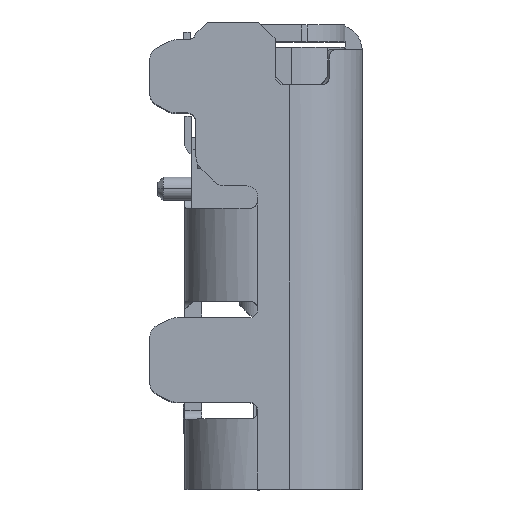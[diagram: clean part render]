
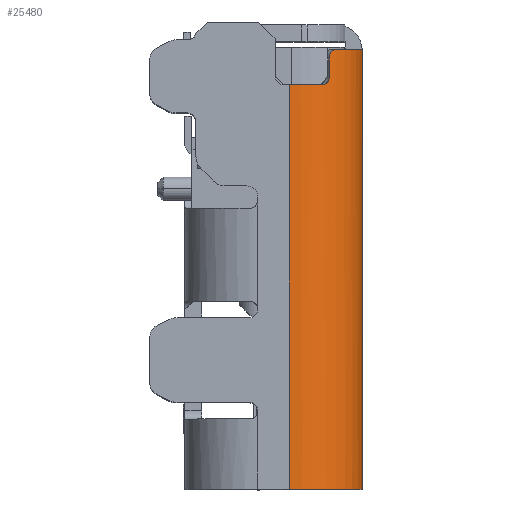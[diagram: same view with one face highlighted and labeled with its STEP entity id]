
A CAD part, top view. The second image highlights one B-rep face of the part: STEP entity #25480.
In plain terms, the highlighted cylindrical face has radius 1.3 mm (diameter 2.6 mm), a partial arc.
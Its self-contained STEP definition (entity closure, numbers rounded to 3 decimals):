
#422=CARTESIAN_POINT('',(-1.3,-8.27,3.17));
#423=DIRECTION('',(0.,1.,0.));
#424=DIRECTION('',(0.,0.,1.));
#425=AXIS2_PLACEMENT_3D('',#422,#423,#424);
#5239=CARTESIAN_POINT('',(-1.3,-1.07,3.17));
#5240=DIRECTION('',(0.,-1.,0.));
#5241=DIRECTION('',(0.45,0.,0.893));
#5242=AXIS2_PLACEMENT_3D('',#5239,#5240,#5241);
#5349=CARTESIAN_POINT('',(-0.715,-1.07,4.331));
#5350=CARTESIAN_POINT('',(-0.7,-1.07,
4.324));
#5351=CARTESIAN_POINT('',(-0.673,-1.065,
4.309));
#5352=CARTESIAN_POINT('',(-0.636,-1.043,
4.288));
#5353=CARTESIAN_POINT('',(-0.608,-1.01,
4.27));
#5354=CARTESIAN_POINT('',(-0.589,-0.967,
4.259));
#5355=CARTESIAN_POINT('',(-0.585,-0.936,
4.256));
#5356=CARTESIAN_POINT('',(-0.585,-0.92,
4.256));
#5358=DIRECTION('',(0.,1.,0.));
#5359=VECTOR('',#5358,0.33);
#5360=CARTESIAN_POINT('',(-0.585,-0.92,
4.256));
#5361=LINE('',#5360,#5359);
#5362=CARTESIAN_POINT('',(-0.585,-0.59,
4.256));
#5363=CARTESIAN_POINT('',(-0.585,-0.574,
4.256));
#5364=CARTESIAN_POINT('',(-0.581,-0.543,
4.253));
#5365=CARTESIAN_POINT('',(-0.563,-0.5,
4.241));
#5366=CARTESIAN_POINT('',(-0.535,-0.467,
4.221));
#5367=CARTESIAN_POINT('',(-0.501,-0.445,
4.196));
#5368=CARTESIAN_POINT('',(-0.477,-0.44,
4.177));
#5369=CARTESIAN_POINT('',(-0.464,-0.44,
4.166));
#5371=CARTESIAN_POINT('',(-0.009,-0.44,
3.32));
#5372=CARTESIAN_POINT('',(-0.008,-0.44,
3.316));
#5373=CARTESIAN_POINT('',(-0.007,-0.44,
3.307));
#5374=CARTESIAN_POINT('',(-0.006,-0.442,
3.295));
#5375=CARTESIAN_POINT('',(-0.005,-0.444,
3.286));
#5376=CARTESIAN_POINT('',(-0.005,-0.445,
3.282));
#5378=CARTESIAN_POINT('',(-0.005,-0.445,
3.282));
#5379=CARTESIAN_POINT('',(-0.004,-0.444,
3.27));
#5380=CARTESIAN_POINT('',(-0.002,-0.442,
3.245));
#5381=CARTESIAN_POINT('',(0.,-0.44,
3.207));
#5382=CARTESIAN_POINT('',(0.,-0.44,
3.182));
#5383=CARTESIAN_POINT('',(0.,-0.44,
3.17));
#5385=DIRECTION('',(0.,-1.,0.));
#5386=VECTOR('',#5385,7.83);
#5387=CARTESIAN_POINT('',(0.,-0.44,
3.17));
#5388=LINE('',#5387,#5386);
#5389=DIRECTION('',(0.,1.,0.));
#5390=VECTOR('',#5389,7.2);
#5391=CARTESIAN_POINT('',(-1.3,-8.27,4.47));
#5392=LINE('',#5391,#5390);
#6849=CARTESIAN_POINT('',(-1.3,-0.44,3.17));
#6850=DIRECTION('',(0.,-1.,0.));
#6851=DIRECTION('',(0.993,0.,0.115));
#6852=AXIS2_PLACEMENT_3D('',#6849,#6850,#6851);
#14974=CARTESIAN_POINT('',(0.,-8.27,
3.17));
#14975=VERTEX_POINT('',#14974);
#14976=CARTESIAN_POINT('',(0.,-0.44,
3.17));
#14977=VERTEX_POINT('',#14976);
#15106=VERTEX_POINT('',#5378);
#15111=VERTEX_POINT('',#5371);
#15114=VERTEX_POINT('',#5349);
#15115=VERTEX_POINT('',#5356);
#15116=CARTESIAN_POINT('',(-0.585,-0.59,
4.256));
#15117=VERTEX_POINT('',#15116);
#15118=VERTEX_POINT('',#5369);
#15119=CARTESIAN_POINT('',(-1.3,-8.27,4.47));
#15120=VERTEX_POINT('',#15119);
#15121=CARTESIAN_POINT('',(-1.3,-1.07,4.47));
#15122=VERTEX_POINT('',#15121);
#25458=CARTESIAN_POINT('',(-1.3,0.05,3.17));
#25459=DIRECTION('',(0.,-1.,0.));
#25460=DIRECTION('',(0.,0.,1.));
#25461=AXIS2_PLACEMENT_3D('',#25458,#25459,#25460);
#25462=CYLINDRICAL_SURFACE('',#25461,1.3);
#25463=ORIENTED_EDGE('',*,*,#25243,.T.);
#25464=ORIENTED_EDGE('',*,*,#25262,.T.);
#25466=ORIENTED_EDGE('',*,*,#25465,.T.);
#25468=ORIENTED_EDGE('',*,*,#25467,.F.);
#25470=ORIENTED_EDGE('',*,*,#25469,.T.);
#25472=ORIENTED_EDGE('',*,*,#25471,.T.);
#25474=ORIENTED_EDGE('',*,*,#25473,.T.);
#25475=ORIENTED_EDGE('',*,*,#19426,.F.);
#25476=ORIENTED_EDGE('',*,*,#20752,.T.);
#25477=ORIENTED_EDGE('',*,*,#25292,.F.);
#25478=EDGE_LOOP('',(#25463,#25464,#25466,#25468,#25470,#25472,#25474,#25475,
#25476,#25477));
#25479=FACE_OUTER_BOUND('',#25478,.F.);
#25480=ADVANCED_FACE('',(#25479),#25462,.T.);
#426=CIRCLE('',#425,1.3);
#5243=CIRCLE('',#5242,1.3);
#5357=B_SPLINE_CURVE_WITH_KNOTS('',3,(#5349,#5350,#5351,#5352,#5353,#5354,#5355,
#5356),.UNSPECIFIED.,.F.,.F.,(4,1,1,1,1,4),(0.,0.2,0.4,0.6,0.8,1.),
.UNSPECIFIED.);
#5370=B_SPLINE_CURVE_WITH_KNOTS('',3,(#5362,#5363,#5364,#5365,#5366,#5367,#5368,
#5369),.UNSPECIFIED.,.F.,.F.,(4,1,1,1,1,4),(0.,0.2,0.4,0.6,0.8,1.),
.UNSPECIFIED.);
#5377=B_SPLINE_CURVE_WITH_KNOTS('',3,(#5371,#5372,#5373,#5374,#5375,#5376),
.UNSPECIFIED.,.F.,.F.,(4,1,1,4),(0.,0.333,0.667,1.),
.UNSPECIFIED.);
#5384=B_SPLINE_CURVE_WITH_KNOTS('',3,(#5378,#5379,#5380,#5381,#5382,#5383),
.UNSPECIFIED.,.F.,.F.,(4,1,1,4),(0.,0.333,0.667,1.),
.UNSPECIFIED.);
#6853=CIRCLE('',#6852,1.3);
#19426=EDGE_CURVE('',#15120,#14975,#426,.T.);
#20752=EDGE_CURVE('',#15120,#15122,#5392,.T.);
#25243=EDGE_CURVE('',#15114,#15115,#5357,.T.);
#25262=EDGE_CURVE('',#15115,#15117,#5361,.T.);
#25292=EDGE_CURVE('',#15114,#15122,#5243,.T.);
#25465=EDGE_CURVE('',#15117,#15118,#5370,.T.);
#25467=EDGE_CURVE('',#15111,#15118,#6853,.T.);
#25469=EDGE_CURVE('',#15111,#15106,#5377,.T.);
#25471=EDGE_CURVE('',#15106,#14977,#5384,.T.);
#25473=EDGE_CURVE('',#14977,#14975,#5388,.T.);
